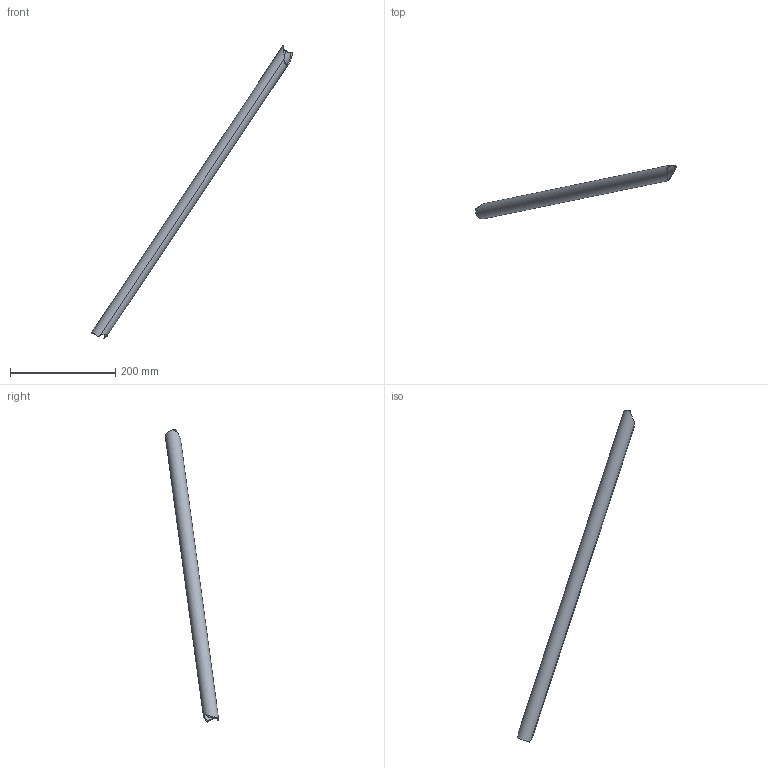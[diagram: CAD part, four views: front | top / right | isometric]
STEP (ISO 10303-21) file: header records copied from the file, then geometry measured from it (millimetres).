
FILE_DESCRIPTION(('CATIA V5 STEP Exchange'),'2;1');
FILE_NAME('30.stp','2021-12-11T11:20:24+00:00',('none'),('none'),'CATIA Version 5 Release 19 SP 2 (IN-10)','CATIA V5 STEP AP203','none');
FILE_SCHEMA(('CONFIG_CONTROL_DESIGN'));
Length unit declared in the file: millimetre
Products named in the file (1): Shape_080
Bounding box: 381.19 x 101.47 x 555.91 mm (x, y, z)
Volume: 80061.5 mm3; surface area: 107147.4 mm2
Topology: 1 solids, 1 shells, 17 faces, 51 edges, 34 vertices
Faces by surface type: cylinder 14, plane 3
Entity records: 812 total; most frequent: CARTESIAN_POINT 400, ORIENTED_EDGE 102, EDGE_CURVE 51, DIRECTION 37, B_SPLINE_CURVE_WITH_KNOTS 36, VERTEX_POINT 34, AXIS2_PLACEMENT_3D 17, ADVANCED_FACE 17
